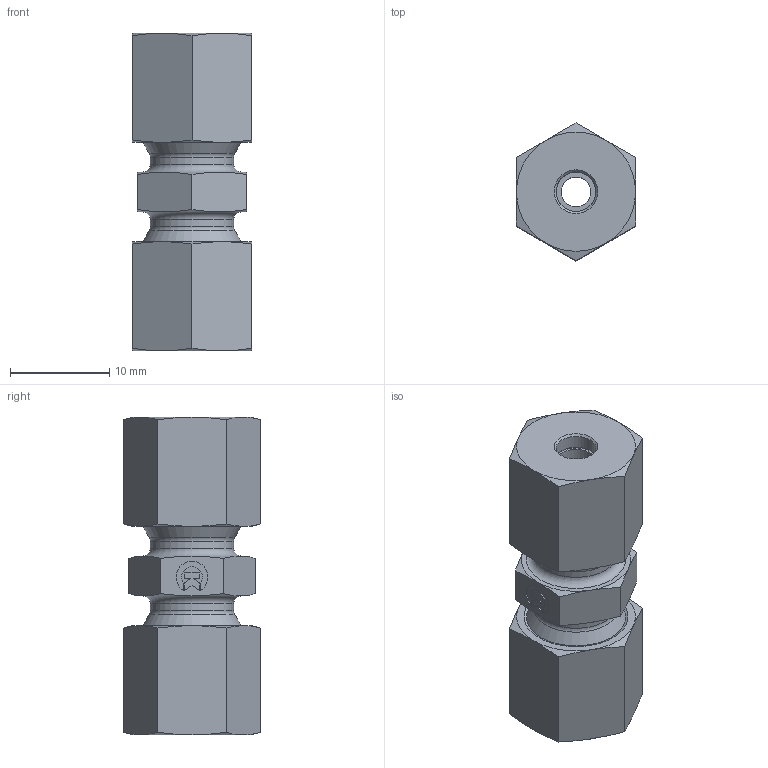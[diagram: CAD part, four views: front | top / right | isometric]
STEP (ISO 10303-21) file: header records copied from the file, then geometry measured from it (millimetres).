
FILE_DESCRIPTION((''),'2;1');
FILE_NAME('321041010.stp','2014-08-15T15:33:27',(''),('KNOMI spol. s r. o.'),'Autodesk Inventor 2012','Autodesk Inventor 2012','');
FILE_SCHEMA(('AUTOMOTIVE_DESIGN { 1 2 10303 214 0 1 1 1 }'));
Length unit declared in the file: millimetre
Products named in the file (4): PS2K Js03 M10x1/M10x1; 311 04 1010; 40304; 3930410
Assembly tree (5 placements, depth 2):
  PS2K Js03 M10x1/M10x1
    311 04 1010
    40304  x2
    3930410  x2
Bounding box: 12 x 13.86 x 32 mm (x, y, z)
Volume: 3104.3 mm3; surface area: 3257.5 mm2
Topology: 5 solids, 5 shells, 143 faces, 324 edges, 203 vertices
Faces by surface type: plane 62, cone 54, cylinder 21, torus 6
Full cylindrical faces by diameter (mm): 3 x1, 4 x6, 5.5 x2, 6 x2, 8.4 x2, 8.917 x2, 10 x2
Entity records: 3057 total; most frequent: CARTESIAN_POINT 578, DIRECTION 472, ORIENTED_EDGE 422, EDGE_CURVE 211, AXIS2_PLACEMENT_3D 187, EDGE_LOOP 152, VERTEX_POINT 145, STYLED_ITEM 114
